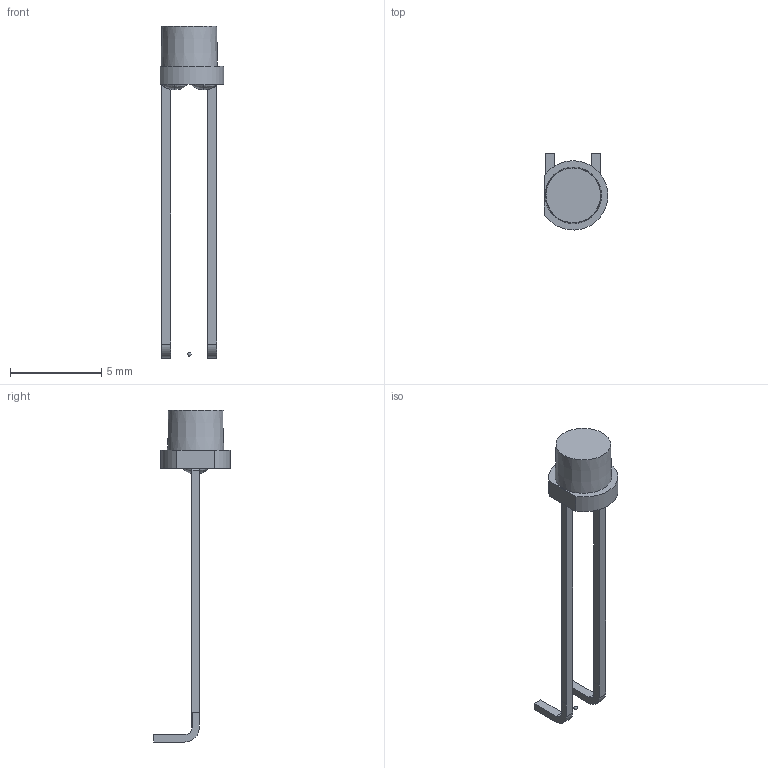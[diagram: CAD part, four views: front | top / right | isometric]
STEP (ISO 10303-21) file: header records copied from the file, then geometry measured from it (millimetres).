
FILE_DESCRIPTION(/* description */ (''),/* implementation_level */ '2;1');
FILE_NAME(/* name */ 'ALS-PDIC144-6C_BENT_LEGS3.step',/* time_stamp */ '2020-11-05T16:18:08+00:00',/* author */ (''),/* organization */ (''),/* preprocessor_version */ 'ST-DEVELOPER v18.1',/* originating_system */ 'Autodesk Translation Framework v9.3.0.1241',/* authorisation */ '');
FILE_SCHEMA (('AUTOMOTIVE_DESIGN { 1 0 10303 214 3 1 1 }'));
Length unit declared in the file: millimetre
Products named in the file (2): (Unsaved); ALS
Assembly tree (1 placements, depth 2):
  (Unsaved)
    ALS
Bounding box: 3.5 x 4.2 x 18.2 mm (x, y, z)
Volume: 34.2 mm3; surface area: 116.2 mm2
Topology: 4 solids, 4 shells, 39 faces, 100 edges, 66 vertices
Faces by surface type: plane 22, cylinder 9, bspline 6, cone 1, sphere 1
Entity records: 1265 total; most frequent: CARTESIAN_POINT 276, DIRECTION 203, ORIENTED_EDGE 188, EDGE_CURVE 94, AXIS2_PLACEMENT_3D 73, VERTEX_POINT 66, LINE 57, VECTOR 57
